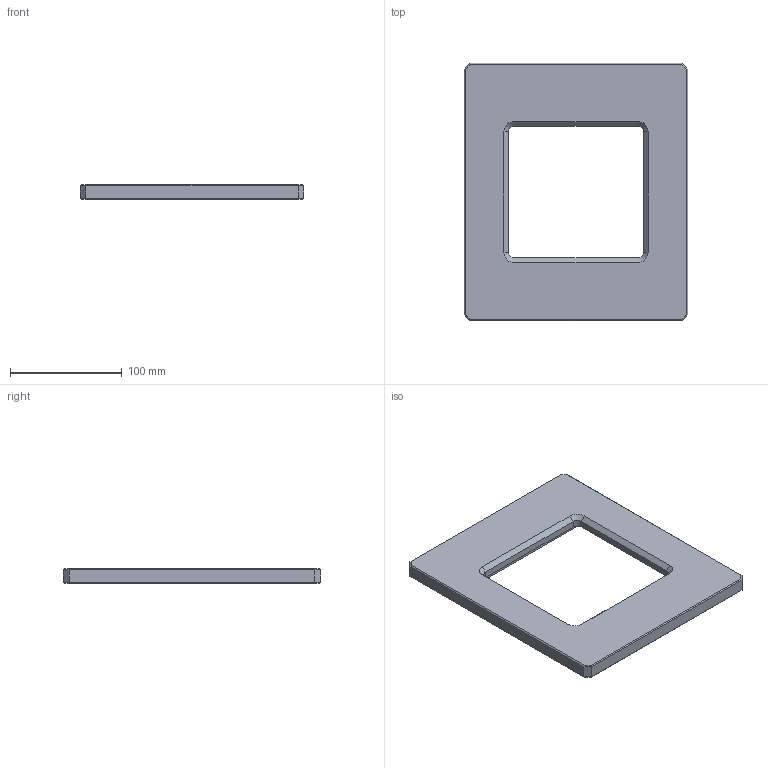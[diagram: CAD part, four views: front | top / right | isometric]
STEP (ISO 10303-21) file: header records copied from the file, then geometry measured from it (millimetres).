
FILE_DESCRIPTION(/* description */ ('Máscara Socket - PQFP176 (24X24)-S03 - 02','CAx-IF Rec.Pracs.---Representation and Presentation of Product Manufacturing Information (PMI)---4.0---2014-10-13'),/* implementation_level */ '2;1');
FILE_NAME(/* name */ 'MSK-S03-002.stp',/* time_stamp */ '2025-08-27T09:29:04-04:00',/* author */ ('wandr'),/* organization */ ('LIVOLTEK'),/* preprocessor_version */ 'ST-DEVELOPER v20.1',/* originating_system */ 'Autodesk Inventor 2026',/* authorisation */ '');
FILE_SCHEMA (('AP242_MANAGED_MODEL_BASED_3D_ENGINEERING_MIM_LF { 1 0 10303 442 2 1 4 }'));
Length unit declared in the file: millimetre
Products named in the file (1): MSK-S03-002
Bounding box: 200 x 230 x 13 mm (x, y, z)
Volume: 395104.2 mm3; surface area: 79243 mm2
Topology: 1 solids, 1 shells, 69 faces, 168 edges, 102 vertices
Faces by surface type: plane 39, cone 16, cylinder 14
Full cylindrical faces by diameter (mm): 4.134 x4, 4.2 x2
Entity records: 2384 total; most frequent: CARTESIAN_POINT 454, DIRECTION 386, ORIENTED_EDGE 324, EDGE_CURVE 162, AXIS2_PLACEMENT_3D 134, LINE 118, VECTOR 118, VERTEX_POINT 102
